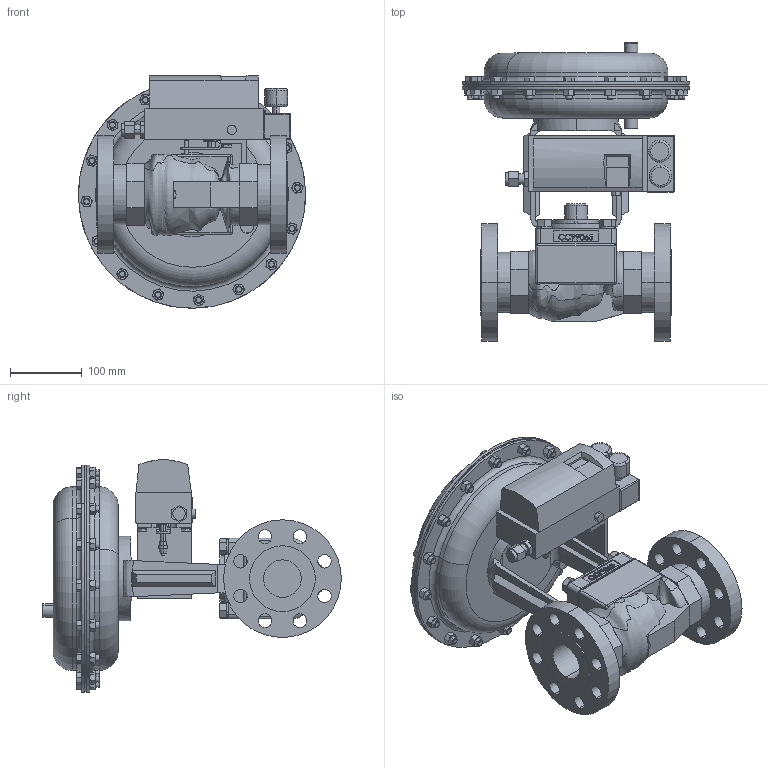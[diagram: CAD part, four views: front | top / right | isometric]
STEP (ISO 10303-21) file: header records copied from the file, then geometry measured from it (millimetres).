
FILE_DESCRIPTION (( 'STEP AP203' ), '1' );
FILE_NAME ('78SP-200-BR+CS+S6-I3-55M-16IQ.step', '2017-09-25T17:14:03', ( '' ), ( '' ), 'SwSTEP 2.0', 'SolidWorks 2014', '' );
FILE_SCHEMA (( 'CONFIG_CONTROL_DESIGN' ));
Products named in the file (1): 78SP-200-BR+CS+S6-I3-55M-16IQ
Bounding box: 317.42 x 417.24 x 324.8 mm (x, y, z)
Volume: 8728694.4 mm3; surface area: 1071555.5 mm2
Topology: 57 solids, 57 shells, 1414 faces, 3188 edges, 1957 vertices
Faces by surface type: plane 644, cone 394, cylinder 232, bspline 100, torus 34, sphere 10
Entity records: 51760 total; most frequent: CARTESIAN_POINT 21663, ORIENTED_EDGE 6356, DIRECTION 5806, EDGE_CURVE 3178, AXIS2_PLACEMENT_3D 2233, VERTEX_POINT 1957, EDGE_LOOP 1529, ADVANCED_FACE 1414
